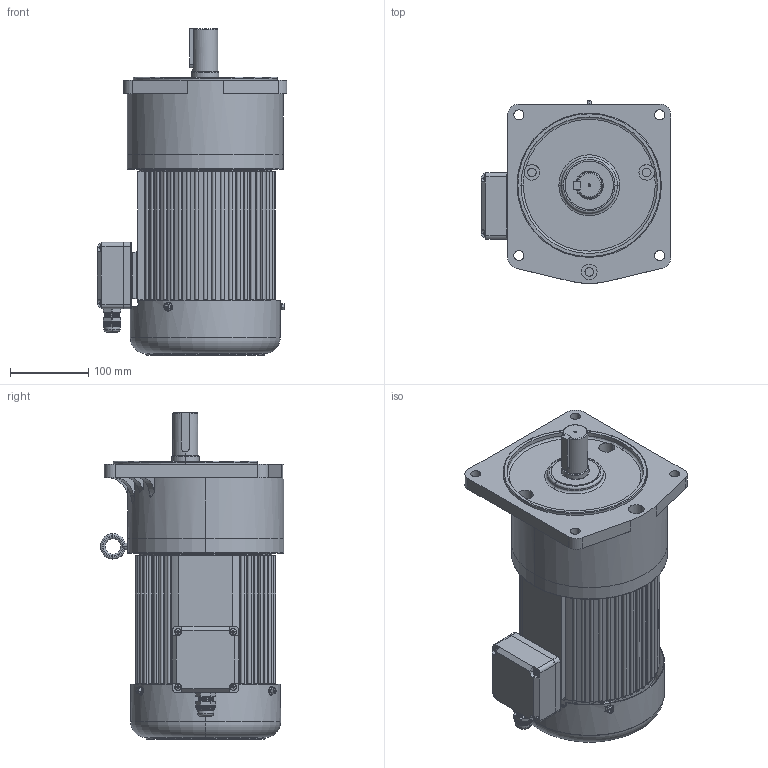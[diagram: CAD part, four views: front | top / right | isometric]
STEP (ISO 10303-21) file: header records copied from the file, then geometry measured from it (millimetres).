
FILE_DESCRIPTION (( 'STEP AP203' ), '1' );
FILE_NAME ('(標準品)G14V1500W(5B68XXX100)(減速比共用).STEP', '2016-01-28T08:41:38', ( 'SE' ), ( 'SE' ), 'SwSTEP 2.0', 'SolidWorks 2010', '' );
FILE_SCHEMA (( 'CONFIG_CONTROL_DESIGN' ));
Length unit declared in the file: millimetre
Products named in the file (17): 出線盒上蓋; 油封35x62x8; G140S1; 1500W後蓋SAB_Default; ･Xｽuｲｰｹﾔ､TH-UP3(PVC2mmｫp); G14-1K5C1; (標準品)G14V1500W(5B68XXX100)(減速比共用); 成品-塑膠T盒; 出線盒下蓋; 丸頭螺絲 M4 x35 --35N_JIS B 1111 Binding head screw M4 x 8 --8N; 出線頭 Ver.2; 外六角內十字螺絲M5 x 10_ISO 4162 - M5 x 10 x 10-N; G14VBOX1; 10x8xL_50L; M8x16吊環(G14.G15前蓋用); 1500W馬達筒M1K5C1A; 1500W風扇蓋190x70L／缺口84(圓角)_SHIφ190*70L
Assembly tree (21 placements, depth 3):
  (標準品)G14V1500W(5B68XXX100)(減速比共用)
    1500W風扇蓋190x70L／缺口84(圓角)_SHIφ190*70L
    G14-1K5C1
    油封35x62x8
    G14VBOX1
    10x8xL_50L
    G140S1
    外六角內十字螺絲M5 x 10_ISO 4162 - M5 x 10 x 10-N  x3
    1500W馬達筒M1K5C1A
    M8x16吊環(G14.G15前蓋用)
    1500W後蓋SAB_Default
    成品-塑膠T盒
      出線頭 Ver.2
      出線盒下蓋
      丸頭螺絲 M4 x35 --35N_JIS B 1111 Binding head screw M4 x 8 --8N  x4
      ･Xｽuｲｰｹﾔ､TH-UP3(PVC2mmｫp)
      出線盒上蓋
Bounding box: 243 x 235 x 418 mm (x, y, z)
Volume: 8524902.6 mm3; surface area: 722827.5 mm2
Topology: 20 solids, 23 shells, 3192 faces, 8561 edges, 5453 vertices
Faces by surface type: plane 1206, cone 932, cylinder 915, torus 93, bspline 24, sphere 22
Entity records: 71922 total; most frequent: CARTESIAN_POINT 14817, ORIENTED_EDGE 11542, DIRECTION 11449, EDGE_CURVE 5771, AXIS2_PLACEMENT_3D 3862, LINE 3725, VECTOR 3725, VERTEX_POINT 3720
